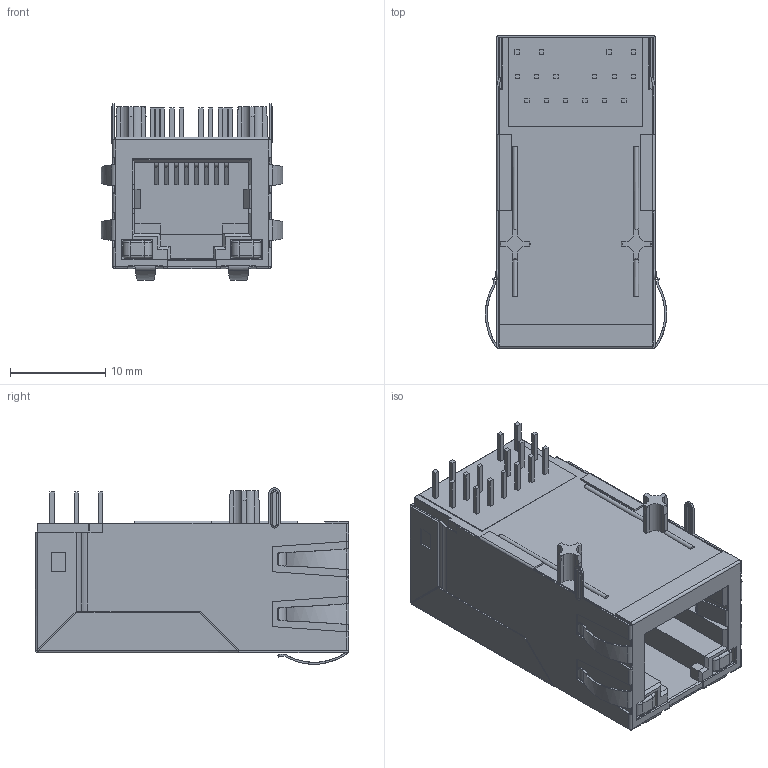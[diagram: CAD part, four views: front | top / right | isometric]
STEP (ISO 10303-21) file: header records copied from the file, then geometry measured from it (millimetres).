
FILE_DESCRIPTION(/* description */ ('Unknown'),/* implementation_level */ '2;1');
FILE_NAME(/* name */ '7499111221A',/* time_stamp */ '2021-11-18T15:12:12+01:00',/* author */ ('Unknown'),/* organization */ ('Unknown'),/* preprocessor_version */ 'ST-DEVELOPER v16.7',/* originating_system */ 'Unknown',/* authorisation */ ' ');
FILE_SCHEMA (('CONFIG_CONTROL_DESIGN'));
Length unit declared in the file: millimetre
Products named in the file (4): id3; Insulator_2; Insulator; Shielding
Assembly tree (3 placements, depth 2):
  id3
    Insulator_2
    Insulator
    Shielding
Bounding box: 19 x 32.8 x 18.5 mm (x, y, z)
Volume: 4355 mm3; surface area: 9514.7 mm2
Topology: 5 solids, 5 shells, 933 faces, 2459 edges, 1558 vertices
Faces by surface type: plane 587, cylinder 232, bspline 78, torus 16, sphere 12, cone 8
Entity records: 35732 total; most frequent: CARTESIAN_POINT 8290, ORIENTED_EDGE 4890, DIRECTION 4111, EDGE_CURVE 2445, VERTEX_POINT 1558, LINE 1521, VECTOR 1521, AXIS2_PLACEMENT_3D 1295
